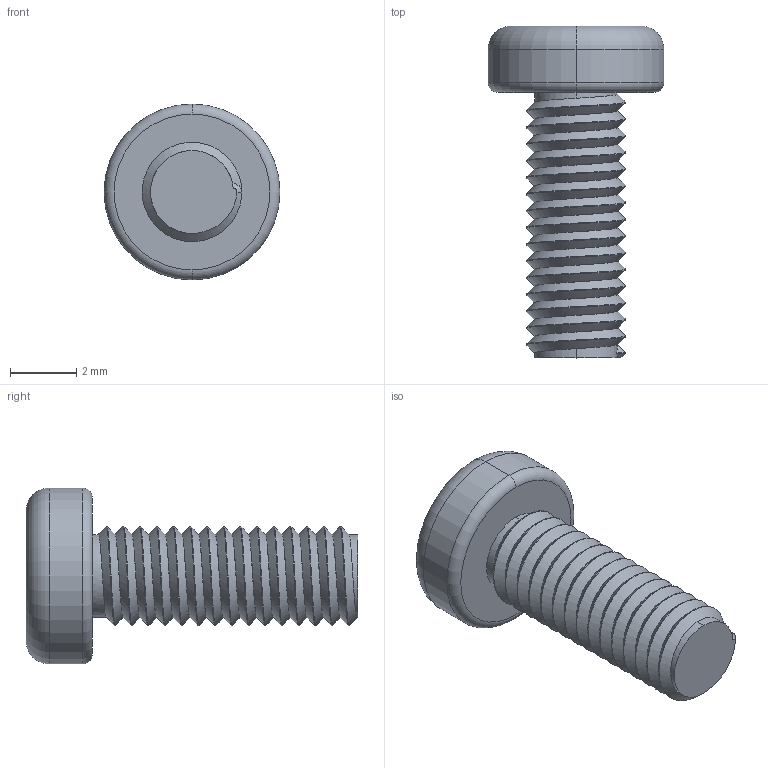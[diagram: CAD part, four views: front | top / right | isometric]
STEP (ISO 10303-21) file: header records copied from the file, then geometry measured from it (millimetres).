
FILE_DESCRIPTION(('FreeCAD Model'),'2;1');
FILE_NAME('Open CASCADE Shape Model','2022-09-23T08:02:04',('Author'),( ''),'Open CASCADE STEP processor 7.5','FreeCAD','Unknown');
FILE_SCHEMA(('AUTOMOTIVE_DESIGN { 1 0 10303 214 1 1 1 1 }'));
Length unit declared in the file: millimetre
Products named in the file (1): M3x8
Bounding box: 5.3 x 10 x 5.3 mm (x, y, z)
Volume: 82.1 mm3; surface area: 178.8 mm2
Topology: 1 solids, 1 shells, 112 faces, 306 edges, 192 vertices
Faces by surface type: cylinder 67, plane 23, cone 16, torus 4, bspline 2
Entity records: 13424 total; most frequent: CARTESIAN_POINT 8056, DIRECTION 847, ORIENTED_EDGE 600, PCURVE 600, DEFINITIONAL_REPRESENTATION 600, LINE 516, VECTOR 516, EDGE_CURVE 300
